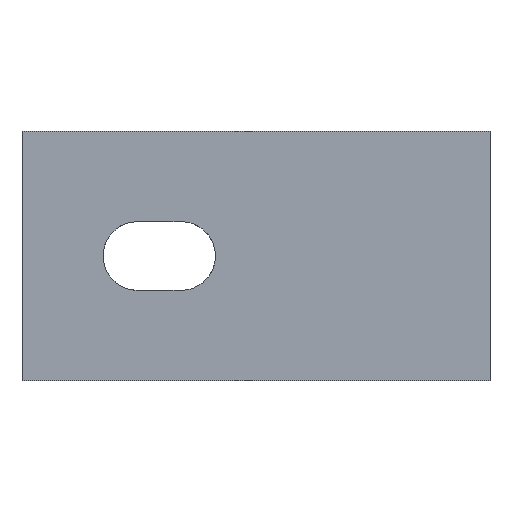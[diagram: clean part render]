
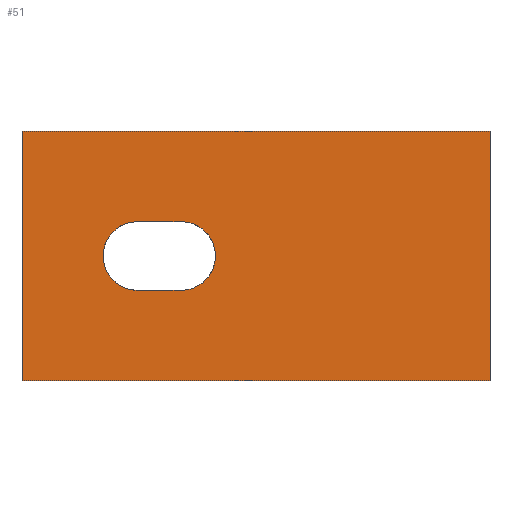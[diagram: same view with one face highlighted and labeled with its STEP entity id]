
A CAD part, left-side view. The second image highlights one B-rep face of the part: STEP entity #51.
In plain terms, the highlighted planar face has unit normal (-1, 0, 0).
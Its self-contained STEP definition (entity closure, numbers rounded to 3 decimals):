
#19=FACE_BOUND('',#122,.T.);
#51=ADVANCED_FACE('',(#86,#19),#516,.T.);
#86=FACE_OUTER_BOUND('',#121,.T.);
#121=EDGE_LOOP('',(#239,#240,#241,#242));
#122=EDGE_LOOP('',(#243,#244,#245,#246));
#239=ORIENTED_EDGE('',*,*,#346,.F.);
#240=ORIENTED_EDGE('',*,*,#343,.F.);
#241=ORIENTED_EDGE('',*,*,#344,.F.);
#242=ORIENTED_EDGE('',*,*,#345,.F.);
#243=ORIENTED_EDGE('',*,*,#364,.F.);
#244=ORIENTED_EDGE('',*,*,#341,.F.);
#245=ORIENTED_EDGE('',*,*,#360,.T.);
#246=ORIENTED_EDGE('',*,*,#342,.F.);
#341=EDGE_CURVE('',#474,#473,#424,.T.);
#342=EDGE_CURVE('',#475,#476,#425,.T.);
#343=EDGE_CURVE('',#477,#478,#426,.T.);
#344=EDGE_CURVE('',#479,#477,#427,.T.);
#345=EDGE_CURVE('',#480,#479,#428,.T.);
#346=EDGE_CURVE('',#478,#480,#429,.T.);
#360=EDGE_CURVE('',#474,#476,#376,.T.);
#364=EDGE_CURVE('',#473,#475,#379,.T.);
#376=(
BOUNDED_CURVE()
B_SPLINE_CURVE(2,(#1073,#1074,#1075,#1076,#1077),.UNSPECIFIED.,.F.,.F.)
B_SPLINE_CURVE_WITH_KNOTS((3,2,3),(-17.279,-8.639,
0.),.UNSPECIFIED.)
CURVE()
GEOMETRIC_REPRESENTATION_ITEM()
RATIONAL_B_SPLINE_CURVE((1.,0.707,1.,0.707,1.))
REPRESENTATION_ITEM('')
);
#379=(
BOUNDED_CURVE()
B_SPLINE_CURVE(2,(#1087,#1088,#1089,#1090,#1091),.UNSPECIFIED.,.F.,.F.)
B_SPLINE_CURVE_WITH_KNOTS((3,2,3),(0.,8.639,17.279),
 .UNSPECIFIED.)
CURVE()
GEOMETRIC_REPRESENTATION_ITEM()
RATIONAL_B_SPLINE_CURVE((1.,0.707,1.,0.707,1.))
REPRESENTATION_ITEM('')
);
#424=B_SPLINE_CURVE_WITH_KNOTS('',1,(#1032,#1033),.UNSPECIFIED.,.F.,.F.,
(2,2),(0.,7.),.UNSPECIFIED.);
#425=B_SPLINE_CURVE_WITH_KNOTS('',1,(#1034,#1035),.UNSPECIFIED.,.F.,.F.,
(2,2),(0.,7.),.UNSPECIFIED.);
#426=B_SPLINE_CURVE_WITH_KNOTS('',1,(#1036,#1037),.UNSPECIFIED.,.F.,.F.,
(2,2),(-40.,0.),.UNSPECIFIED.);
#427=B_SPLINE_CURVE_WITH_KNOTS('',1,(#1038,#1039),.UNSPECIFIED.,.F.,.F.,
(2,2),(-75.,0.),.UNSPECIFIED.);
#428=B_SPLINE_CURVE_WITH_KNOTS('',1,(#1040,#1041),.UNSPECIFIED.,.F.,.F.,
(2,2),(-40.,0.),.UNSPECIFIED.);
#429=B_SPLINE_CURVE_WITH_KNOTS('',1,(#1042,#1043),.UNSPECIFIED.,.F.,.F.,
(2,2),(-75.,0.),.UNSPECIFIED.);
#473=VERTEX_POINT('',#1016);
#474=VERTEX_POINT('',#1017);
#475=VERTEX_POINT('',#1018);
#476=VERTEX_POINT('',#1019);
#477=VERTEX_POINT('',#1020);
#478=VERTEX_POINT('',#1021);
#479=VERTEX_POINT('',#1022);
#480=VERTEX_POINT('',#1023);
#516=PLANE('',#583);
#583=AXIS2_PLACEMENT_3D('',#972,#616,$);
#616=DIRECTION('',(-1.,0.,0.));
#972=CARTESIAN_POINT('',(0.,38.501,-24.001));
#1016=CARTESIAN_POINT('',(0.,12.5,5.5));
#1017=CARTESIAN_POINT('',(0.,5.5,5.5));
#1018=CARTESIAN_POINT('',(0.,12.5,-5.5));
#1019=CARTESIAN_POINT('',(0.,5.5,-5.5));
#1020=CARTESIAN_POINT('',(0.,-44.,20.));
#1021=CARTESIAN_POINT('',(0.,-44.,-20.));
#1022=CARTESIAN_POINT('',(0.,31.,20.));
#1023=CARTESIAN_POINT('',(0.,31.,-20.));
#1032=CARTESIAN_POINT('',(0.,5.5,5.5));
#1033=CARTESIAN_POINT('',(0.,12.5,5.5));
#1034=CARTESIAN_POINT('',(0.,12.5,-5.5));
#1035=CARTESIAN_POINT('',(0.,5.5,-5.5));
#1036=CARTESIAN_POINT('',(0.,-44.,20.));
#1037=CARTESIAN_POINT('',(0.,-44.,-20.));
#1038=CARTESIAN_POINT('',(0.,31.,20.));
#1039=CARTESIAN_POINT('',(0.,-44.,20.));
#1040=CARTESIAN_POINT('',(0.,31.,-20.));
#1041=CARTESIAN_POINT('',(0.,31.,20.));
#1042=CARTESIAN_POINT('',(0.,-44.,-20.));
#1043=CARTESIAN_POINT('',(0.,31.,-20.));
#1073=CARTESIAN_POINT('',(0.,5.5,5.5));
#1074=CARTESIAN_POINT('',(0.,0.,5.5));
#1075=CARTESIAN_POINT('',(0.,0.,0.));
#1076=CARTESIAN_POINT('',(0.,0.,-5.5));
#1077=CARTESIAN_POINT('',(0.,5.5,-5.5));
#1087=CARTESIAN_POINT('',(0.,12.5,5.5));
#1088=CARTESIAN_POINT('',(0.,18.,5.5));
#1089=CARTESIAN_POINT('',(0.,18.,0.));
#1090=CARTESIAN_POINT('',(0.,18.,-5.5));
#1091=CARTESIAN_POINT('',(0.,12.5,-5.5));
